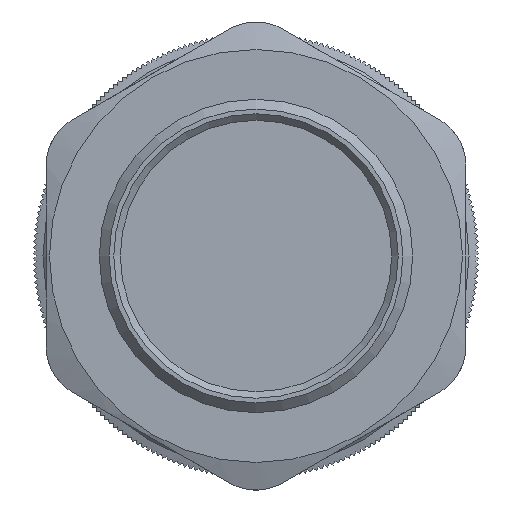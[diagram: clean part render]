
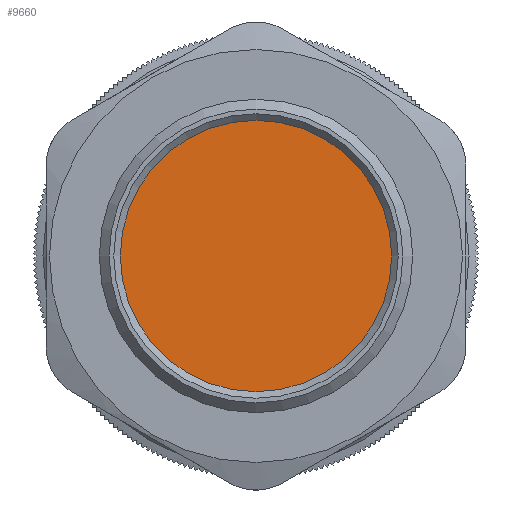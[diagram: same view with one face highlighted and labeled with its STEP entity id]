
A CAD part, front view. The second image highlights one B-rep face of the part: STEP entity #9660.
In plain terms, the highlighted planar face has unit normal (0, -1, 0).
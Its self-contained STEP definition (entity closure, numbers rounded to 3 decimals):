
#2554=FACE_OUTER_BOUND('',#3068,.T.);
#3068=EDGE_LOOP('',(#6135));
#3587=CIRCLE('',#10199,20.7);
#3610=VERTEX_POINT('',#12321);
#4619=EDGE_CURVE('',#3610,#3610,#3587,.T.);
#6135=ORIENTED_EDGE('',*,*,#4619,.F.);
#9167=PLANE('',#10198);
#9660=ADVANCED_FACE('',(#2554),#9167,.F.);
#10198=AXIS2_PLACEMENT_3D('',#12320,#10739,#10740);
#10199=AXIS2_PLACEMENT_3D('',#12322,#10741,#10742);
#10739=DIRECTION('center_axis',(0.,1.,0.));
#10740=DIRECTION('ref_axis',(0.,0.,1.));
#10741=DIRECTION('center_axis',(0.,1.,0.));
#10742=DIRECTION('ref_axis',(1.,0.,0.));
#12320=CARTESIAN_POINT('Origin',(-25.381,-11.1,0.));
#12321=CARTESIAN_POINT('',(-46.081,-11.1,0.));
#12322=CARTESIAN_POINT('Origin',(-25.381,-11.1,0.));
